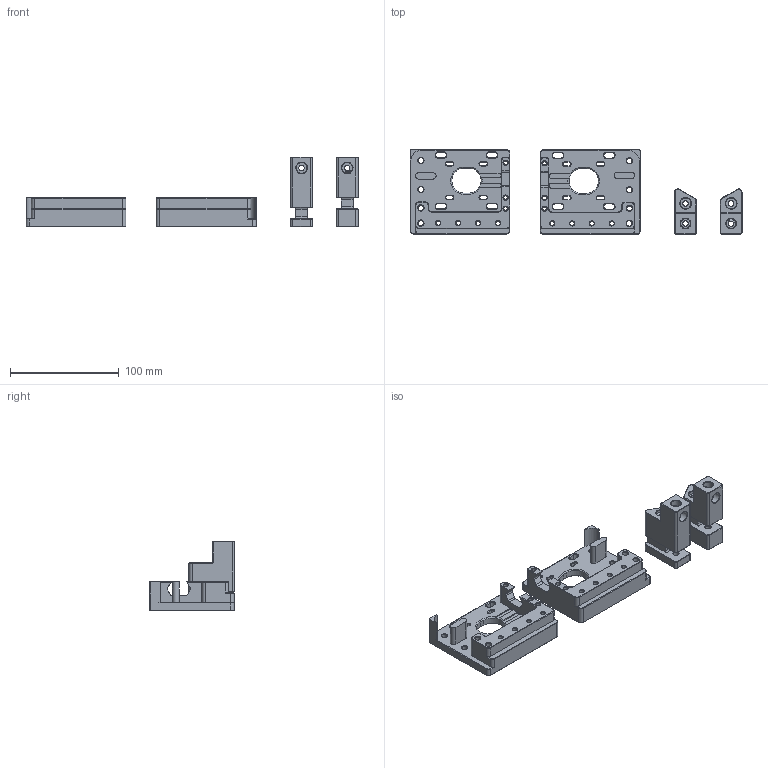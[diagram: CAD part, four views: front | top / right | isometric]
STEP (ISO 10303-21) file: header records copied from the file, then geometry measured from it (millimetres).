
FILE_DESCRIPTION(/* description */ (''),/* implementation_level */ '2;1');
FILE_NAME(/* name */ '',/* time_stamp */ '2023-04-10T04:59:17+09:00',/* author */ (''),/* organization */ (''),/* preprocessor_version */ 'ST-DEVELOPER v19.2',/* originating_system */ 'Autodesk Translation Framework v12.4.0.73',/* authorisation */ '');
FILE_SCHEMA (('AUTOMOTIVE_DESIGN { 1 0 10303 214 3 1 1 }'));
Length unit declared in the file: metre
Products named in the file (11): 零件2组; frame rechts <1>; ass_front_idler_right_V4 <1>; front_idler_right_top_V4; ass_ab_rechts_V4 <1>; b_drive_right_bottom_V4; frame links <1>; ass_ab_links_V4 <1>; a_drive_left_bottom_V4; ass_front_idler_left_V4 <1>; front_idler_left_top_V4
Assembly tree (10 placements, depth 4):
  零件2组
    frame rechts <1>
      ass_front_idler_right_V4 <1>
        front_idler_right_top_V4
      ass_ab_rechts_V4 <1>
        b_drive_right_bottom_V4
    frame links <1>
      ass_ab_links_V4 <1>
        a_drive_left_bottom_V4
      ass_front_idler_left_V4 <1>
        front_idler_left_top_V4
Bounding box: 305.66 x 78.07 x 64.24 mm (x, y, z)
Volume: 232977.3 mm3; surface area: 75486.9 mm2
Topology: 4 solids, 4 shells, 652 faces, 1564 edges, 928 vertices
Faces by surface type: plane 318, cone 186, cylinder 148
Full cylindrical faces by diameter (mm): 3.332 x6, 4.015 x14, 5.015 x12, 5.075 x4, 5.2 x4, 8.95 x4, 10 x4
Entity records: 19207 total; most frequent: DIRECTION 3422, CARTESIAN_POINT 3354, ORIENTED_EDGE 3128, EDGE_CURVE 1564, AXIS2_PLACEMENT_3D 1203, LINE 1016, VECTOR 1016, VERTEX_POINT 928
